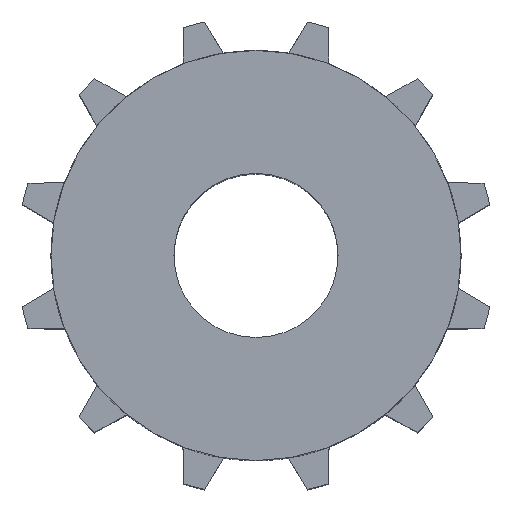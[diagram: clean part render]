
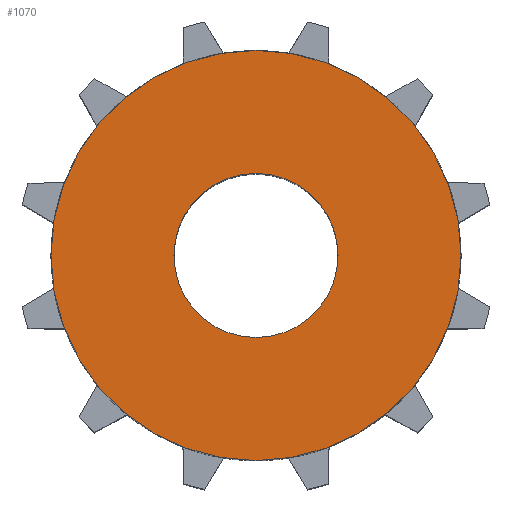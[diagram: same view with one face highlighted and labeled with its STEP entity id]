
A CAD part, top view. The second image highlights one B-rep face of the part: STEP entity #1070.
In plain terms, the highlighted planar face has unit normal (0, 0, 1).
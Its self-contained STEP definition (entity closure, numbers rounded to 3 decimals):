
#111=CARTESIAN_POINT('POINT14',(0.,-1.5,0.));
#112=VERTEX_POINT('VERTEX14',#111);
#119=CARTESIAN_POINT('POINT15',(0.,1.5,0.));
#120=VERTEX_POINT('VERTEX15',#119);
#121=CARTESIAN_POINT('POS14',(0.,0.,0.));
#122=DIRECTION('DIR26',(0.,0.,1.));
#123=DIRECTION('DIR27',(0.,1.,0.));
#124=AXIS2_PLACEMENT_3D('AXIS13',#121,#122,#123);
#125=CIRCLE('ELLIPSE13',#124,1.5);
#126=EDGE_CURVE('EDGE14',#120,#112,#125,.T.);
#206=CARTESIAN_POINT('POS24',(0.,0.,0.));
#207=DIRECTION('DIR45',(0.,0.,-1.));
#208=DIRECTION('DIR46',(0.,1.,0.));
#209=AXIS2_PLACEMENT_3D('AXIS22',#206,#207,#208);
#210=CIRCLE('ELLIPSE21',#209,1.5);
#211=EDGE_CURVE('EDGE23',#120,#112,#210,.T.);
#1041=ORIENTED_EDGE('COEDGE131',*,*,#211,.F.);
#1042=ORIENTED_EDGE('COEDGE132',*,*,#126,.T.);
#1043=EDGE_LOOP('NONE',(#1041,#1042));
#1044=FACE_BOUND('LOOP1',#1043,.T.);
#1045=CARTESIAN_POINT('POINT77',(-0.6,0.,0.));
#1046=VERTEX_POINT('VERTEX77',#1045);
#1047=CARTESIAN_POINT('POINT78',(0.6,0.,0.));
#1048=VERTEX_POINT('VERTEX78',#1047);
#1049=CARTESIAN_POINT('POS129',(0.,0.,0.));
#1050=DIRECTION('DIR195',(0.,0.,1.));
#1051=DIRECTION('DIR196',(-1.,0.,0.));
#1052=AXIS2_PLACEMENT_3D('AXIS67',#1049,#1050,#1051);
#1053=CIRCLE('ELLIPSE41',#1052,0.6);
#1054=EDGE_CURVE('EDGE103',#1046,#1048,#1053,.T.);
#1055=ORIENTED_EDGE('COEDGE133',*,*,#1054,.F.);
#1056=CARTESIAN_POINT('POS130',(0.,0.,0.));
#1057=DIRECTION('DIR197',(0.,0.,1.));
#1058=DIRECTION('DIR198',(1.,0.,0.));
#1059=AXIS2_PLACEMENT_3D('AXIS68',#1056,#1057,#1058);
#1060=CIRCLE('ELLIPSE42',#1059,0.6);
#1061=EDGE_CURVE('EDGE104',#1048,#1046,#1060,.T.);
#1062=ORIENTED_EDGE('COEDGE134',*,*,#1061,.F.);
#1063=EDGE_LOOP('NONE',(#1055,#1062));
#1064=FACE_BOUND('LOOP1',#1063,.T.);
#1065=CARTESIAN_POINT('POS131',(0.,0.,0.));
#1066=DIRECTION('DIR199',(0.,0.,-1.));
#1067=DIRECTION('DIR200',(1.,0.,0.));
#1068=AXIS2_PLACEMENT_3D('AXIS69',#1065,#1066,#1067);
#1069=PLANE('PLANE25',#1068);
#1070=ADVANCED_FACE('FACE27',(#1044,#1064),#1069,.F.);
